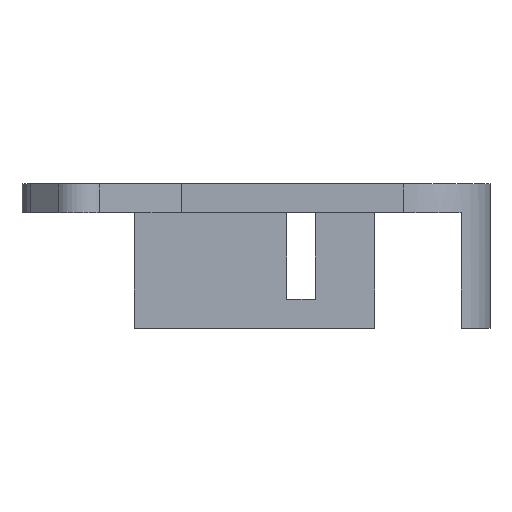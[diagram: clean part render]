
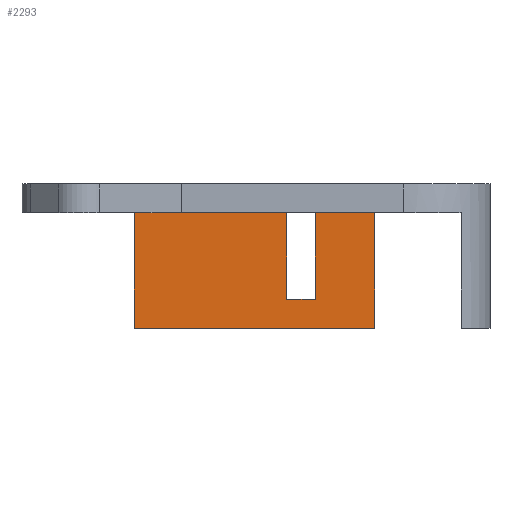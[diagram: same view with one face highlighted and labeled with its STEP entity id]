
A CAD part, left-side view. The second image highlights one B-rep face of the part: STEP entity #2293.
In plain terms, the highlighted planar face has unit normal (-1, 0, 0).
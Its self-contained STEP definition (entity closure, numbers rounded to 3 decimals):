
#528 = CYLINDRICAL_SURFACE('',#529,3.);
#529 = AXIS2_PLACEMENT_3D('',#530,#531,#532);
#530 = CARTESIAN_POINT('',(10.1,10.1,0.));
#531 = DIRECTION('',(0.,0.,1.));
#532 = DIRECTION('',(0.,1.,0.));
#826 = PLANE('',#827);
#827 = AXIS2_PLACEMENT_3D('',#828,#829,#830);
#828 = CARTESIAN_POINT('',(0.,13.1,4.));
#829 = DIRECTION('',(0.,0.,-1.));
#830 = DIRECTION('',(0.,-1.,0.));
#1380 = VERTEX_POINT('',#1381);
#1381 = CARTESIAN_POINT('',(12.1,12.336,4.));
#1403 = EDGE_CURVE('',#1380,#1404,#1406,.T.);
#1404 = VERTEX_POINT('',#1405);
#1405 = CARTESIAN_POINT('',(12.1,12.336,0.));
#1406 = SURFACE_CURVE('',#1407,(#1411,#1418),.PCURVE_S1.);
#1407 = LINE('',#1408,#1409);
#1408 = CARTESIAN_POINT('',(12.1,12.336,0.));
#1409 = VECTOR('',#1410,1.);
#1410 = DIRECTION('',(0.,0.,-1.));
#1411 = PCURVE('',#528,#1412);
#1412 = DEFINITIONAL_REPRESENTATION('',(#1413),#1417);
#1413 = LINE('',#1414,#1415);
#1414 = CARTESIAN_POINT('',(-0.73,0.));
#1415 = VECTOR('',#1416,1.);
#1416 = DIRECTION('',(0.,-1.));
#1417 = ( GEOMETRIC_REPRESENTATION_CONTEXT(2) 
PARAMETRIC_REPRESENTATION_CONTEXT() REPRESENTATION_CONTEXT('2D SPACE',''
  ) );
#1418 = PCURVE('',#1419,#1424);
#1419 = PLANE('',#1420);
#1420 = AXIS2_PLACEMENT_3D('',#1421,#1422,#1423);
#1421 = CARTESIAN_POINT('',(12.1,13.1,4.));
#1422 = DIRECTION('',(-1.,0.,0.));
#1423 = DIRECTION('',(0.,0.,-1.));
#1424 = DEFINITIONAL_REPRESENTATION('',(#1425),#1429);
#1425 = LINE('',#1426,#1427);
#1426 = CARTESIAN_POINT('',(4.,0.764));
#1427 = VECTOR('',#1428,1.);
#1428 = DIRECTION('',(1.,0.));
#1429 = ( GEOMETRIC_REPRESENTATION_CONTEXT(2) 
PARAMETRIC_REPRESENTATION_CONTEXT() REPRESENTATION_CONTEXT('2D SPACE',''
  ) );
#1448 = PLANE('',#1449);
#1449 = AXIS2_PLACEMENT_3D('',#1450,#1451,#1452);
#1450 = CARTESIAN_POINT('',(0.,0.,0.));
#1451 = DIRECTION('',(0.,0.,1.));
#1452 = DIRECTION('',(1.,0.,0.));
#1531 = PLANE('',#1532);
#1532 = AXIS2_PLACEMENT_3D('',#1533,#1534,#1535);
#1533 = CARTESIAN_POINT('',(12.1,4.,4.));
#1534 = DIRECTION('',(0.,-1.,0.));
#1535 = DIRECTION('',(0.,0.,-1.));
#1585 = PLANE('',#1586);
#1586 = AXIS2_PLACEMENT_3D('',#1587,#1588,#1589);
#1587 = CARTESIAN_POINT('',(13.1,6.05,1.));
#1588 = DIRECTION('',(0.,1.,0.));
#1589 = DIRECTION('',(0.,0.,1.));
#1641 = PLANE('',#1642);
#1642 = AXIS2_PLACEMENT_3D('',#1643,#1644,#1645);
#1643 = CARTESIAN_POINT('',(13.1,7.05,4.));
#1644 = DIRECTION('',(0.,-1.,0.));
#1645 = DIRECTION('',(0.,0.,-1.));
#1667 = PLANE('',#1668);
#1668 = AXIS2_PLACEMENT_3D('',#1669,#1670,#1671);
#1669 = CARTESIAN_POINT('',(13.1,7.05,1.));
#1670 = DIRECTION('',(0.,0.,1.));
#1671 = DIRECTION('',(0.,-1.,0.));
#1744 = EDGE_CURVE('',#1380,#1745,#1747,.T.);
#1745 = VERTEX_POINT('',#1746);
#1746 = CARTESIAN_POINT('',(12.1,7.05,4.));
#1747 = SURFACE_CURVE('',#1748,(#1752,#1759),.PCURVE_S1.);
#1748 = LINE('',#1749,#1750);
#1749 = CARTESIAN_POINT('',(12.1,13.1,4.));
#1750 = VECTOR('',#1751,1.);
#1751 = DIRECTION('',(0.,-1.,0.));
#1752 = PCURVE('',#826,#1753);
#1753 = DEFINITIONAL_REPRESENTATION('',(#1754),#1758);
#1754 = LINE('',#1755,#1756);
#1755 = CARTESIAN_POINT('',(0.,-12.1));
#1756 = VECTOR('',#1757,1.);
#1757 = DIRECTION('',(1.,0.));
#1758 = ( GEOMETRIC_REPRESENTATION_CONTEXT(2) 
PARAMETRIC_REPRESENTATION_CONTEXT() REPRESENTATION_CONTEXT('2D SPACE',''
  ) );
#1759 = PCURVE('',#1419,#1760);
#1760 = DEFINITIONAL_REPRESENTATION('',(#1761),#1765);
#1761 = LINE('',#1762,#1763);
#1762 = CARTESIAN_POINT('',(0.,0.));
#1763 = VECTOR('',#1764,1.);
#1764 = DIRECTION('',(0.,1.));
#1765 = ( GEOMETRIC_REPRESENTATION_CONTEXT(2) 
PARAMETRIC_REPRESENTATION_CONTEXT() REPRESENTATION_CONTEXT('2D SPACE',''
  ) );
#1768 = VERTEX_POINT('',#1769);
#1769 = CARTESIAN_POINT('',(12.1,6.05,4.));
#1790 = EDGE_CURVE('',#1768,#1791,#1793,.T.);
#1791 = VERTEX_POINT('',#1792);
#1792 = CARTESIAN_POINT('',(12.1,4.,4.));
#1793 = SURFACE_CURVE('',#1794,(#1798,#1805),.PCURVE_S1.);
#1794 = LINE('',#1795,#1796);
#1795 = CARTESIAN_POINT('',(12.1,13.1,4.));
#1796 = VECTOR('',#1797,1.);
#1797 = DIRECTION('',(0.,-1.,0.));
#1798 = PCURVE('',#826,#1799);
#1799 = DEFINITIONAL_REPRESENTATION('',(#1800),#1804);
#1800 = LINE('',#1801,#1802);
#1801 = CARTESIAN_POINT('',(0.,-12.1));
#1802 = VECTOR('',#1803,1.);
#1803 = DIRECTION('',(1.,0.));
#1804 = ( GEOMETRIC_REPRESENTATION_CONTEXT(2) 
PARAMETRIC_REPRESENTATION_CONTEXT() REPRESENTATION_CONTEXT('2D SPACE',''
  ) );
#1805 = PCURVE('',#1419,#1806);
#1806 = DEFINITIONAL_REPRESENTATION('',(#1807),#1811);
#1807 = LINE('',#1808,#1809);
#1808 = CARTESIAN_POINT('',(0.,0.));
#1809 = VECTOR('',#1810,1.);
#1810 = DIRECTION('',(0.,1.));
#1811 = ( GEOMETRIC_REPRESENTATION_CONTEXT(2) 
PARAMETRIC_REPRESENTATION_CONTEXT() REPRESENTATION_CONTEXT('2D SPACE',''
  ) );
#2293 = ADVANCED_FACE('',(#2294),#1419,.T.);
#2294 = FACE_BOUND('',#2295,.T.);
#2295 = EDGE_LOOP('',(#2296,#2297,#2298,#2321,#2342,#2343,#2366,#2389));
#2296 = ORIENTED_EDGE('',*,*,#1744,.F.);
#2297 = ORIENTED_EDGE('',*,*,#1403,.T.);
#2298 = ORIENTED_EDGE('',*,*,#2299,.F.);
#2299 = EDGE_CURVE('',#2300,#1404,#2302,.T.);
#2300 = VERTEX_POINT('',#2301);
#2301 = CARTESIAN_POINT('',(12.1,4.,0.));
#2302 = SURFACE_CURVE('',#2303,(#2307,#2314),.PCURVE_S1.);
#2303 = LINE('',#2304,#2305);
#2304 = CARTESIAN_POINT('',(12.1,1.,0.));
#2305 = VECTOR('',#2306,1.);
#2306 = DIRECTION('',(0.,1.,0.));
#2307 = PCURVE('',#1419,#2308);
#2308 = DEFINITIONAL_REPRESENTATION('',(#2309),#2313);
#2309 = LINE('',#2310,#2311);
#2310 = CARTESIAN_POINT('',(4.,12.1));
#2311 = VECTOR('',#2312,1.);
#2312 = DIRECTION('',(0.,-1.));
#2313 = ( GEOMETRIC_REPRESENTATION_CONTEXT(2) 
PARAMETRIC_REPRESENTATION_CONTEXT() REPRESENTATION_CONTEXT('2D SPACE',''
  ) );
#2314 = PCURVE('',#1448,#2315);
#2315 = DEFINITIONAL_REPRESENTATION('',(#2316),#2320);
#2316 = LINE('',#2317,#2318);
#2317 = CARTESIAN_POINT('',(12.1,1.));
#2318 = VECTOR('',#2319,1.);
#2319 = DIRECTION('',(0.,1.));
#2320 = ( GEOMETRIC_REPRESENTATION_CONTEXT(2) 
PARAMETRIC_REPRESENTATION_CONTEXT() REPRESENTATION_CONTEXT('2D SPACE',''
  ) );
#2321 = ORIENTED_EDGE('',*,*,#2322,.T.);
#2322 = EDGE_CURVE('',#2300,#1791,#2323,.T.);
#2323 = SURFACE_CURVE('',#2324,(#2328,#2335),.PCURVE_S1.);
#2324 = LINE('',#2325,#2326);
#2325 = CARTESIAN_POINT('',(12.1,4.,0.));
#2326 = VECTOR('',#2327,1.);
#2327 = DIRECTION('',(0.,0.,1.));
#2328 = PCURVE('',#1419,#2329);
#2329 = DEFINITIONAL_REPRESENTATION('',(#2330),#2334);
#2330 = LINE('',#2331,#2332);
#2331 = CARTESIAN_POINT('',(4.,9.1));
#2332 = VECTOR('',#2333,1.);
#2333 = DIRECTION('',(-1.,0.));
#2334 = ( GEOMETRIC_REPRESENTATION_CONTEXT(2) 
PARAMETRIC_REPRESENTATION_CONTEXT() REPRESENTATION_CONTEXT('2D SPACE',''
  ) );
#2335 = PCURVE('',#1531,#2336);
#2336 = DEFINITIONAL_REPRESENTATION('',(#2337),#2341);
#2337 = LINE('',#2338,#2339);
#2338 = CARTESIAN_POINT('',(4.,0.));
#2339 = VECTOR('',#2340,1.);
#2340 = DIRECTION('',(-1.,0.));
#2341 = ( GEOMETRIC_REPRESENTATION_CONTEXT(2) 
PARAMETRIC_REPRESENTATION_CONTEXT() REPRESENTATION_CONTEXT('2D SPACE',''
  ) );
#2342 = ORIENTED_EDGE('',*,*,#1790,.F.);
#2343 = ORIENTED_EDGE('',*,*,#2344,.F.);
#2344 = EDGE_CURVE('',#2345,#1768,#2347,.T.);
#2345 = VERTEX_POINT('',#2346);
#2346 = CARTESIAN_POINT('',(12.1,6.05,1.));
#2347 = SURFACE_CURVE('',#2348,(#2352,#2359),.PCURVE_S1.);
#2348 = LINE('',#2349,#2350);
#2349 = CARTESIAN_POINT('',(12.1,6.05,1.));
#2350 = VECTOR('',#2351,1.);
#2351 = DIRECTION('',(0.,0.,1.));
#2352 = PCURVE('',#1419,#2353);
#2353 = DEFINITIONAL_REPRESENTATION('',(#2354),#2358);
#2354 = LINE('',#2355,#2356);
#2355 = CARTESIAN_POINT('',(3.,7.05));
#2356 = VECTOR('',#2357,1.);
#2357 = DIRECTION('',(-1.,0.));
#2358 = ( GEOMETRIC_REPRESENTATION_CONTEXT(2) 
PARAMETRIC_REPRESENTATION_CONTEXT() REPRESENTATION_CONTEXT('2D SPACE',''
  ) );
#2359 = PCURVE('',#1585,#2360);
#2360 = DEFINITIONAL_REPRESENTATION('',(#2361),#2365);
#2361 = LINE('',#2362,#2363);
#2362 = CARTESIAN_POINT('',(0.,-1.));
#2363 = VECTOR('',#2364,1.);
#2364 = DIRECTION('',(1.,0.));
#2365 = ( GEOMETRIC_REPRESENTATION_CONTEXT(2) 
PARAMETRIC_REPRESENTATION_CONTEXT() REPRESENTATION_CONTEXT('2D SPACE',''
  ) );
#2366 = ORIENTED_EDGE('',*,*,#2367,.F.);
#2367 = EDGE_CURVE('',#2368,#2345,#2370,.T.);
#2368 = VERTEX_POINT('',#2369);
#2369 = CARTESIAN_POINT('',(12.1,7.05,1.));
#2370 = SURFACE_CURVE('',#2371,(#2375,#2382),.PCURVE_S1.);
#2371 = LINE('',#2372,#2373);
#2372 = CARTESIAN_POINT('',(12.1,7.05,1.));
#2373 = VECTOR('',#2374,1.);
#2374 = DIRECTION('',(0.,-1.,0.));
#2375 = PCURVE('',#1419,#2376);
#2376 = DEFINITIONAL_REPRESENTATION('',(#2377),#2381);
#2377 = LINE('',#2378,#2379);
#2378 = CARTESIAN_POINT('',(3.,6.05));
#2379 = VECTOR('',#2380,1.);
#2380 = DIRECTION('',(0.,1.));
#2381 = ( GEOMETRIC_REPRESENTATION_CONTEXT(2) 
PARAMETRIC_REPRESENTATION_CONTEXT() REPRESENTATION_CONTEXT('2D SPACE',''
  ) );
#2382 = PCURVE('',#1667,#2383);
#2383 = DEFINITIONAL_REPRESENTATION('',(#2384),#2388);
#2384 = LINE('',#2385,#2386);
#2385 = CARTESIAN_POINT('',(0.,-1.));
#2386 = VECTOR('',#2387,1.);
#2387 = DIRECTION('',(1.,0.));
#2388 = ( GEOMETRIC_REPRESENTATION_CONTEXT(2) 
PARAMETRIC_REPRESENTATION_CONTEXT() REPRESENTATION_CONTEXT('2D SPACE',''
  ) );
#2389 = ORIENTED_EDGE('',*,*,#2390,.F.);
#2390 = EDGE_CURVE('',#1745,#2368,#2391,.T.);
#2391 = SURFACE_CURVE('',#2392,(#2396,#2403),.PCURVE_S1.);
#2392 = LINE('',#2393,#2394);
#2393 = CARTESIAN_POINT('',(12.1,7.05,4.));
#2394 = VECTOR('',#2395,1.);
#2395 = DIRECTION('',(0.,0.,-1.));
#2396 = PCURVE('',#1419,#2397);
#2397 = DEFINITIONAL_REPRESENTATION('',(#2398),#2402);
#2398 = LINE('',#2399,#2400);
#2399 = CARTESIAN_POINT('',(0.,6.05));
#2400 = VECTOR('',#2401,1.);
#2401 = DIRECTION('',(1.,0.));
#2402 = ( GEOMETRIC_REPRESENTATION_CONTEXT(2) 
PARAMETRIC_REPRESENTATION_CONTEXT() REPRESENTATION_CONTEXT('2D SPACE',''
  ) );
#2403 = PCURVE('',#1641,#2404);
#2404 = DEFINITIONAL_REPRESENTATION('',(#2405),#2409);
#2405 = LINE('',#2406,#2407);
#2406 = CARTESIAN_POINT('',(0.,-1.));
#2407 = VECTOR('',#2408,1.);
#2408 = DIRECTION('',(1.,0.));
#2409 = ( GEOMETRIC_REPRESENTATION_CONTEXT(2) 
PARAMETRIC_REPRESENTATION_CONTEXT() REPRESENTATION_CONTEXT('2D SPACE',''
  ) );
